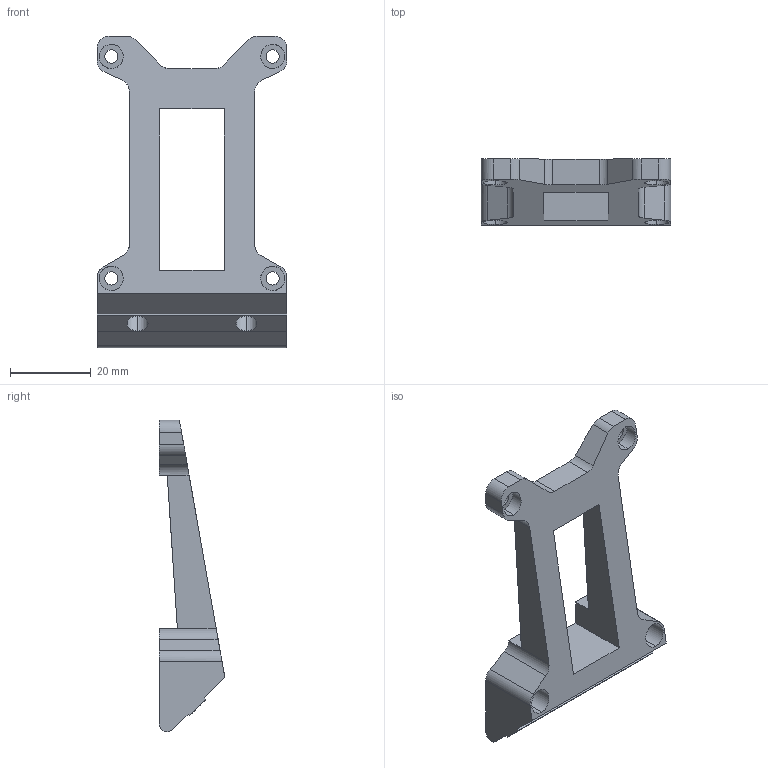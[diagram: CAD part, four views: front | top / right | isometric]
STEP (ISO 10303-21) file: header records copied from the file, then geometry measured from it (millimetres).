
FILE_DESCRIPTION (( 'STEP AP214' ), '1' );
FILE_NAME ('假蚾婓階窒盓殤-voron.STEP', '2025-08-22T02:01:13', ( '' ), ( '' ), 'SwSTEP 2.0', 'SolidWorks 2018', '' );
FILE_SCHEMA (( 'AUTOMOTIVE_DESIGN' ));
Length unit declared in the file: millimetre
Products named in the file (1): 假蚾婓階窒盓殤-voron
Bounding box: 47 x 16.26 x 77.17 mm (x, y, z)
Volume: 16366.4 mm3; surface area: 8863.8 mm2
Topology: 1 solids, 1 shells, 87 faces, 239 edges, 158 vertices
Faces by surface type: plane 46, cylinder 41
Entity records: 2817 total; most frequent: CARTESIAN_POINT 587, ORIENTED_EDGE 478, DIRECTION 435, EDGE_CURVE 239, VERTEX_POINT 158, VECTOR 151, LINE 151, AXIS2_PLACEMENT_3D 142
